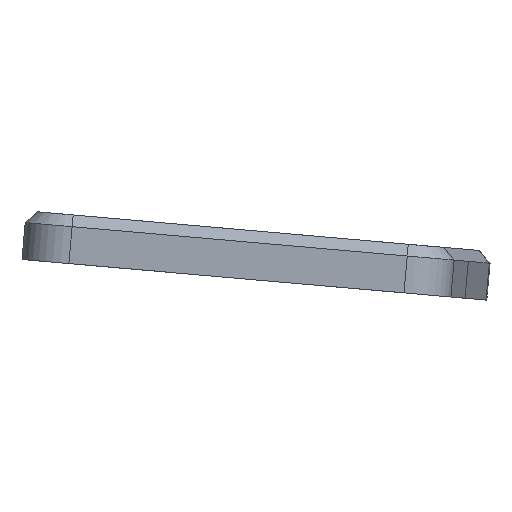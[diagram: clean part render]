
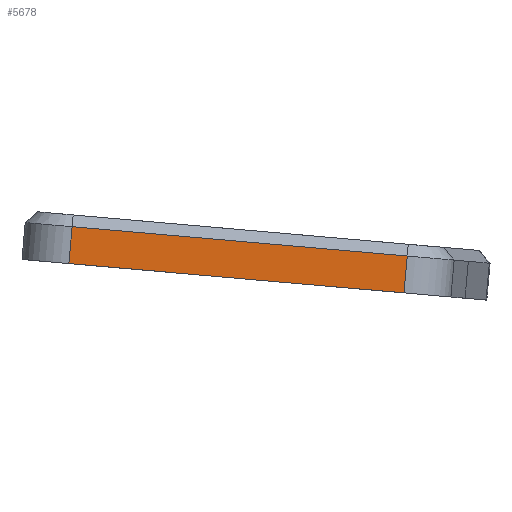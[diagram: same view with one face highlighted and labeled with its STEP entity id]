
A CAD part, left-side view. The second image highlights one B-rep face of the part: STEP entity #5678.
In plain terms, the highlighted planar face has unit normal (-1, 0, 0).
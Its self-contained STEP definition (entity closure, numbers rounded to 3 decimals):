
#224=PLANE('',#6288);
#523=FACE_OUTER_BOUND('',#862,.T.);
#862=EDGE_LOOP('',(#5237,#5238,#5239,#5240));
#1030=LINE('',#8699,#1559);
#1054=LINE('',#8764,#1583);
#1392=LINE('',#9694,#1921);
#1393=LINE('',#9696,#1922);
#1559=VECTOR('',#6974,10.);
#1583=VECTOR('',#7036,10.);
#1921=VECTOR('',#8006,10.);
#1922=VECTOR('',#8009,10.);
#2471=VERTEX_POINT('',#8696);
#2472=VERTEX_POINT('',#8698);
#2491=VERTEX_POINT('',#8754);
#2493=VERTEX_POINT('',#8760);
#3097=EDGE_CURVE('',#2471,#2472,#1030,.T.);
#3130=EDGE_CURVE('',#2491,#2493,#1054,.T.);
#3595=EDGE_CURVE('',#2471,#2493,#1392,.T.);
#3596=EDGE_CURVE('',#2472,#2491,#1393,.T.);
#5237=ORIENTED_EDGE('',*,*,#3130,.F.);
#5238=ORIENTED_EDGE('',*,*,#3596,.F.);
#5239=ORIENTED_EDGE('',*,*,#3097,.F.);
#5240=ORIENTED_EDGE('',*,*,#3595,.T.);
#5678=ADVANCED_FACE('',(#523),#224,.T.);
#6288=AXIS2_PLACEMENT_3D('',#9695,#8007,#8008);
#6974=DIRECTION('',(0.,0.996,0.087));
#7036=DIRECTION('',(0.,-0.996,-0.087));
#8006=DIRECTION('',(0.,-0.087,0.996));
#8007=DIRECTION('center_axis',(-1.,0.,0.));
#8008=DIRECTION('ref_axis',(0.,-0.996,-0.087));
#8009=DIRECTION('',(0.,-0.087,0.996));
#8696=CARTESIAN_POINT('',(-11.999,-19.12,-42.874));
#8698=CARTESIAN_POINT('',(-11.999,80.524,-34.156));
#8699=CARTESIAN_POINT('',(-11.999,80.524,-34.156));
#8754=CARTESIAN_POINT('',(-11.999,79.565,-23.198));
#8760=CARTESIAN_POINT('',(-11.999,-20.078,-31.916));
#8764=CARTESIAN_POINT('',(-11.999,51.982,-25.611));
#9694=CARTESIAN_POINT('',(-11.999,-19.73,-35.9));
#9695=CARTESIAN_POINT('Origin',(-11.999,79.914,-27.183));
#9696=CARTESIAN_POINT('',(-11.999,79.914,-27.183));
